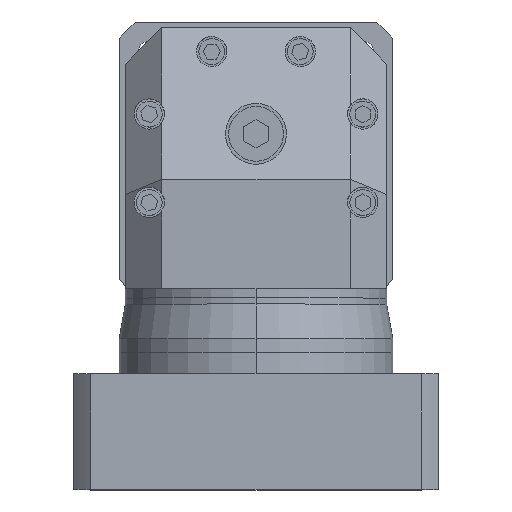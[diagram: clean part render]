
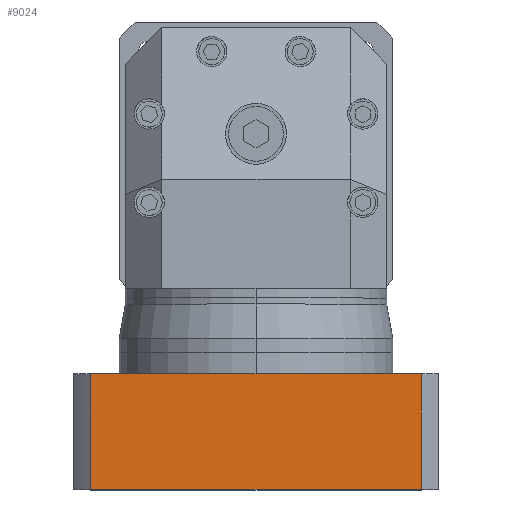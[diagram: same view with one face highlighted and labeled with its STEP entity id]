
A CAD part, top view. The second image highlights one B-rep face of the part: STEP entity #9024.
In plain terms, the highlighted planar face has unit normal (0, 0, 1).
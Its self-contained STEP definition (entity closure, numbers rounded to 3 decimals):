
#143 = EDGE_CURVE ( 'NONE', #957, #2677, #1199, .T. ) ;
#771 = VECTOR ( 'NONE', #3634, 1000. ) ;
#814 = VERTEX_POINT ( 'NONE', #4907 ) ;
#957 = VERTEX_POINT ( 'NONE', #2575 ) ;
#1003 = ORIENTED_EDGE ( 'NONE', *, *, #143, .T. ) ;
#1107 = CARTESIAN_POINT ( 'NONE',  ( 54.415, -109., 103. ) ) ;
#1199 = LINE ( 'NONE', #1107, #4556 ) ;
#1345 = DIRECTION ( 'NONE',  ( -1., 0., 0. ) ) ;
#1778 = DIRECTION ( 'NONE',  ( 0., 1., 0. ) ) ;
#2048 = CARTESIAN_POINT ( 'NONE',  ( -54.415, -109., 103. ) ) ;
#2575 = CARTESIAN_POINT ( 'NONE',  ( 54.415, -109., 103. ) ) ;
#2593 = VECTOR ( 'NONE', #6304, 1000. ) ;
#2677 = VERTEX_POINT ( 'NONE', #7742 ) ;
#2942 = LINE ( 'NONE', #6516, #771 ) ;
#3392 = VECTOR ( 'NONE', #9260, 1000. ) ;
#3634 = DIRECTION ( 'NONE',  ( 0., 1., 0. ) ) ;
#4430 = EDGE_LOOP ( 'NONE', ( #7654, #8325, #8879, #1003 ) ) ;
#4556 = VECTOR ( 'NONE', #1778, 1000. ) ;
#4808 = VERTEX_POINT ( 'NONE', #6401 ) ;
#4904 = PLANE ( 'NONE',  #8682 ) ;
#4907 = CARTESIAN_POINT ( 'NONE',  ( -54.415, -71., 103. ) ) ;
#4946 = CARTESIAN_POINT ( 'NONE',  ( -54.415, -109., 103. ) ) ;
#5644 = DIRECTION ( 'NONE',  ( 0., 0., -1. ) ) ;
#6304 = DIRECTION ( 'NONE',  ( -1., 0., 0. ) ) ;
#6401 = CARTESIAN_POINT ( 'NONE',  ( -54.415, -109., 103. ) ) ;
#6516 = CARTESIAN_POINT ( 'NONE',  ( -54.415, -109., 103. ) ) ;
#7056 = CARTESIAN_POINT ( 'NONE',  ( -54.415, -71., 103. ) ) ;
#7625 = EDGE_CURVE ( 'NONE', #2677, #814, #7900, .T. ) ;
#7637 = LINE ( 'NONE', #4946, #3392 ) ;
#7654 = ORIENTED_EDGE ( 'NONE', *, *, #7625, .T. ) ;
#7684 = EDGE_CURVE ( 'NONE', #957, #4808, #7637, .T. ) ;
#7742 = CARTESIAN_POINT ( 'NONE',  ( 54.415, -71., 103. ) ) ;
#7763 = EDGE_CURVE ( 'NONE', #4808, #814, #2942, .T. ) ;
#7900 = LINE ( 'NONE', #7056, #2593 ) ;
#8325 = ORIENTED_EDGE ( 'NONE', *, *, #7763, .F. ) ;
#8682 = AXIS2_PLACEMENT_3D ( 'NONE', #2048, #5644, #1345 ) ;
#8818 = FACE_OUTER_BOUND ( 'NONE', #4430, .T. ) ;
#8879 = ORIENTED_EDGE ( 'NONE', *, *, #7684, .F. ) ;
#9024 = ADVANCED_FACE ( 'NONE', ( #8818 ), #4904, .F. ) ;
#9260 = DIRECTION ( 'NONE',  ( -1., 0., 0. ) ) ;
